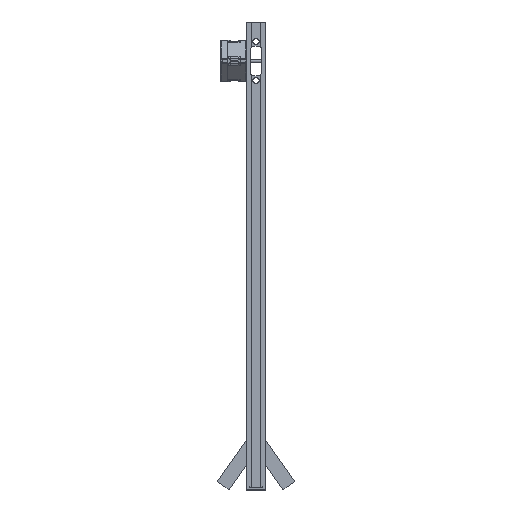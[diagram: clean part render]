
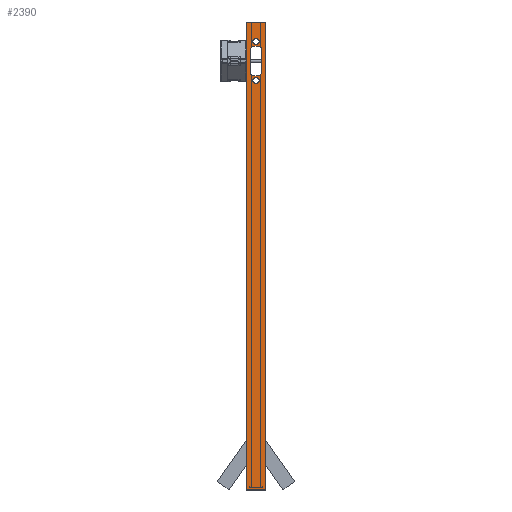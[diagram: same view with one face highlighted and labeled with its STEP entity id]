
A CAD part, left-side view. The second image highlights one B-rep face of the part: STEP entity #2390.
In plain terms, the highlighted planar face has unit normal (-1, 0, 0).
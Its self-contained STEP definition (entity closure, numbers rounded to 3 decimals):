
#2390 = ADVANCED_FACE('',(#2391,#2425,#2436,#2506),#2517,.T.);
#2391 = FACE_BOUND('',#2392,.T.);
#2392 = EDGE_LOOP('',(#2393,#2403,#2411,#2419));
#2393 = ORIENTED_EDGE('',*,*,#2394,.T.);
#2394 = EDGE_CURVE('',#2395,#2397,#2399,.T.);
#2395 = VERTEX_POINT('',#2396);
#2396 = CARTESIAN_POINT('',(-12.7,-12.7,0.));
#2397 = VERTEX_POINT('',#2398);
#2398 = CARTESIAN_POINT('',(-12.7,-12.7,609.6));
#2399 = LINE('',#2400,#2401);
#2400 = CARTESIAN_POINT('',(-12.7,-12.7,0.));
#2401 = VECTOR('',#2402,1.);
#2402 = DIRECTION('',(0.,0.,1.));
#2403 = ORIENTED_EDGE('',*,*,#2404,.T.);
#2404 = EDGE_CURVE('',#2397,#2405,#2407,.T.);
#2405 = VERTEX_POINT('',#2406);
#2406 = CARTESIAN_POINT('',(-12.7,12.7,609.6));
#2407 = LINE('',#2408,#2409);
#2408 = CARTESIAN_POINT('',(-12.7,-12.7,609.6));
#2409 = VECTOR('',#2410,1.);
#2410 = DIRECTION('',(0.,1.,0.));
#2411 = ORIENTED_EDGE('',*,*,#2412,.F.);
#2412 = EDGE_CURVE('',#2413,#2405,#2415,.T.);
#2413 = VERTEX_POINT('',#2414);
#2414 = CARTESIAN_POINT('',(-12.7,12.7,0.));
#2415 = LINE('',#2416,#2417);
#2416 = CARTESIAN_POINT('',(-12.7,12.7,0.));
#2417 = VECTOR('',#2418,1.);
#2418 = DIRECTION('',(0.,0.,1.));
#2419 = ORIENTED_EDGE('',*,*,#2420,.F.);
#2420 = EDGE_CURVE('',#2395,#2413,#2421,.T.);
#2421 = LINE('',#2422,#2423);
#2422 = CARTESIAN_POINT('',(-12.7,-12.7,0.));
#2423 = VECTOR('',#2424,1.);
#2424 = DIRECTION('',(0.,1.,0.));
#2425 = FACE_BOUND('',#2426,.T.);
#2426 = EDGE_LOOP('',(#2427));
#2427 = ORIENTED_EDGE('',*,*,#2428,.T.);
#2428 = EDGE_CURVE('',#2429,#2429,#2431,.T.);
#2429 = VERTEX_POINT('',#2430);
#2430 = CARTESIAN_POINT('',(-12.7,4.,584.2));
#2431 = CIRCLE('',#2432,4.);
#2432 = AXIS2_PLACEMENT_3D('',#2433,#2434,#2435);
#2433 = CARTESIAN_POINT('',(-12.7,0.,584.2));
#2434 = DIRECTION('',(1.,0.,0.));
#2435 = DIRECTION('',(0.,1.,0.));
#2436 = FACE_BOUND('',#2437,.T.);
#2437 = EDGE_LOOP('',(#2438,#2449,#2457,#2466,#2474,#2483,#2491,#2500));
#2438 = ORIENTED_EDGE('',*,*,#2439,.F.);
#2439 = EDGE_CURVE('',#2440,#2442,#2444,.T.);
#2440 = VERTEX_POINT('',#2441);
#2441 = CARTESIAN_POINT('',(-12.7,7.62,544.513));
#2442 = VERTEX_POINT('',#2443);
#2443 = CARTESIAN_POINT('',(-12.7,2.858,539.75));
#2444 = CIRCLE('',#2445,4.763);
#2445 = AXIS2_PLACEMENT_3D('',#2446,#2447,#2448);
#2446 = CARTESIAN_POINT('',(-12.7,2.858,544.513));
#2447 = DIRECTION('',(-1.,0.,0.));
#2448 = DIRECTION('',(0.,-1.,0.));
#2449 = ORIENTED_EDGE('',*,*,#2450,.T.);
#2450 = EDGE_CURVE('',#2440,#2451,#2453,.T.);
#2451 = VERTEX_POINT('',#2452);
#2452 = CARTESIAN_POINT('',(-12.7,7.62,573.087));
#2453 = LINE('',#2454,#2455);
#2454 = CARTESIAN_POINT('',(-12.7,7.62,544.513));
#2455 = VECTOR('',#2456,1.);
#2456 = DIRECTION('',(0.,0.,1.));
#2457 = ORIENTED_EDGE('',*,*,#2458,.F.);
#2458 = EDGE_CURVE('',#2459,#2451,#2461,.T.);
#2459 = VERTEX_POINT('',#2460);
#2460 = CARTESIAN_POINT('',(-12.7,2.858,577.85));
#2461 = CIRCLE('',#2462,4.763);
#2462 = AXIS2_PLACEMENT_3D('',#2463,#2464,#2465);
#2463 = CARTESIAN_POINT('',(-12.7,2.858,573.087));
#2464 = DIRECTION('',(-1.,0.,0.));
#2465 = DIRECTION('',(0.,-1.,0.));
#2466 = ORIENTED_EDGE('',*,*,#2467,.T.);
#2467 = EDGE_CURVE('',#2459,#2468,#2470,.T.);
#2468 = VERTEX_POINT('',#2469);
#2469 = CARTESIAN_POINT('',(-12.7,-2.858,577.85));
#2470 = LINE('',#2471,#2472);
#2471 = CARTESIAN_POINT('',(-12.7,2.858,577.85));
#2472 = VECTOR('',#2473,1.);
#2473 = DIRECTION('',(0.,-1.,0.));
#2474 = ORIENTED_EDGE('',*,*,#2475,.F.);
#2475 = EDGE_CURVE('',#2476,#2468,#2478,.T.);
#2476 = VERTEX_POINT('',#2477);
#2477 = CARTESIAN_POINT('',(-12.7,-7.62,573.087));
#2478 = CIRCLE('',#2479,4.763);
#2479 = AXIS2_PLACEMENT_3D('',#2480,#2481,#2482);
#2480 = CARTESIAN_POINT('',(-12.7,-2.858,573.087));
#2481 = DIRECTION('',(-1.,0.,0.));
#2482 = DIRECTION('',(0.,-1.,0.));
#2483 = ORIENTED_EDGE('',*,*,#2484,.T.);
#2484 = EDGE_CURVE('',#2476,#2485,#2487,.T.);
#2485 = VERTEX_POINT('',#2486);
#2486 = CARTESIAN_POINT('',(-12.7,-7.62,544.513));
#2487 = LINE('',#2488,#2489);
#2488 = CARTESIAN_POINT('',(-12.7,-7.62,573.087));
#2489 = VECTOR('',#2490,1.);
#2490 = DIRECTION('',(0.,0.,-1.));
#2491 = ORIENTED_EDGE('',*,*,#2492,.F.);
#2492 = EDGE_CURVE('',#2493,#2485,#2495,.T.);
#2493 = VERTEX_POINT('',#2494);
#2494 = CARTESIAN_POINT('',(-12.7,-2.858,539.75));
#2495 = CIRCLE('',#2496,4.763);
#2496 = AXIS2_PLACEMENT_3D('',#2497,#2498,#2499);
#2497 = CARTESIAN_POINT('',(-12.7,-2.858,544.513));
#2498 = DIRECTION('',(-1.,0.,0.));
#2499 = DIRECTION('',(0.,-1.,0.));
#2500 = ORIENTED_EDGE('',*,*,#2501,.T.);
#2501 = EDGE_CURVE('',#2493,#2442,#2502,.T.);
#2502 = LINE('',#2503,#2504);
#2503 = CARTESIAN_POINT('',(-12.7,-2.858,539.75));
#2504 = VECTOR('',#2505,1.);
#2505 = DIRECTION('',(0.,1.,0.));
#2506 = FACE_BOUND('',#2507,.T.);
#2507 = EDGE_LOOP('',(#2508));
#2508 = ORIENTED_EDGE('',*,*,#2509,.T.);
#2509 = EDGE_CURVE('',#2510,#2510,#2512,.T.);
#2510 = VERTEX_POINT('',#2511);
#2511 = CARTESIAN_POINT('',(-12.7,4.,533.4));
#2512 = CIRCLE('',#2513,4.);
#2513 = AXIS2_PLACEMENT_3D('',#2514,#2515,#2516);
#2514 = CARTESIAN_POINT('',(-12.7,0.,533.4));
#2515 = DIRECTION('',(1.,0.,0.));
#2516 = DIRECTION('',(0.,1.,0.));
#2517 = PLANE('',#2518);
#2518 = AXIS2_PLACEMENT_3D('',#2519,#2520,#2521);
#2519 = CARTESIAN_POINT('',(-12.7,-12.7,0.));
#2520 = DIRECTION('',(-1.,0.,0.));
#2521 = DIRECTION('',(0.,1.,0.));
